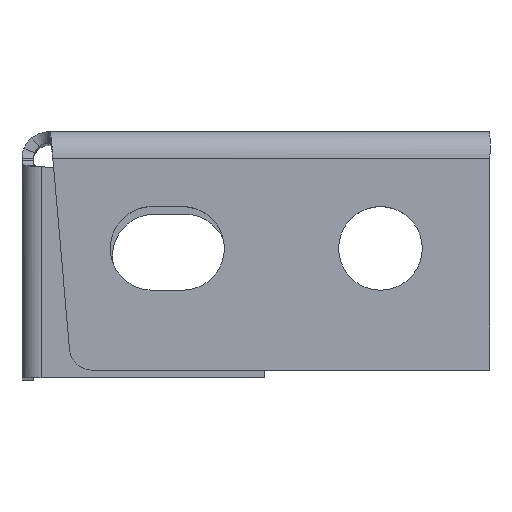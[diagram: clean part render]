
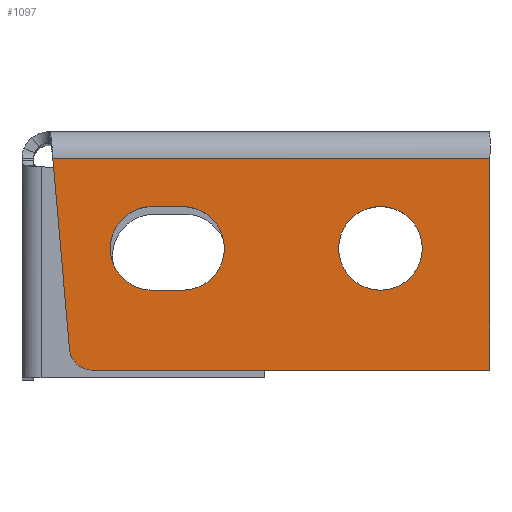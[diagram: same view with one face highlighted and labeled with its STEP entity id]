
A CAD part, top view. The second image highlights one B-rep face of the part: STEP entity #1097.
In plain terms, the highlighted planar face has unit normal (0, 0, 1).
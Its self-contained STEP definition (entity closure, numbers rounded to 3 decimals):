
#53=FACE_BOUND('',#168,.T.);
#54=FACE_BOUND('',#169,.T.);
#71=CIRCLE('',#1190,3.);
#72=CIRCLE('',#1191,5.5);
#73=CIRCLE('',#1192,5.5);
#74=CIRCLE('',#1193,5.5);
#104=FACE_OUTER_BOUND('',#167,.T.);
#167=EDGE_LOOP('',(#739,#740,#741,#742,#743));
#168=EDGE_LOOP('',(#744));
#169=EDGE_LOOP('',(#745,#746,#747,#748));
#236=LINE('',#1574,#343);
#262=LINE('',#1648,#369);
#263=LINE('',#1650,#370);
#264=LINE('',#1652,#371);
#265=LINE('',#1660,#372);
#266=LINE('',#1663,#373);
#343=VECTOR('',#1279,10.);
#369=VECTOR('',#1335,10.);
#370=VECTOR('',#1336,10.);
#371=VECTOR('',#1337,10.);
#372=VECTOR('',#1344,10.);
#373=VECTOR('',#1347,10.);
#449=VERTEX_POINT('',#1571);
#450=VERTEX_POINT('',#1573);
#483=VERTEX_POINT('',#1647);
#484=VERTEX_POINT('',#1649);
#485=VERTEX_POINT('',#1651);
#486=VERTEX_POINT('',#1654);
#487=VERTEX_POINT('',#1656);
#488=VERTEX_POINT('',#1657);
#489=VERTEX_POINT('',#1659);
#490=VERTEX_POINT('',#1661);
#546=EDGE_CURVE('',#449,#450,#236,.T.);
#582=EDGE_CURVE('',#483,#449,#262,.T.);
#583=EDGE_CURVE('',#483,#484,#263,.T.);
#584=EDGE_CURVE('',#485,#484,#264,.T.);
#585=EDGE_CURVE('',#450,#485,#71,.T.);
#586=EDGE_CURVE('',#486,#486,#72,.T.);
#587=EDGE_CURVE('',#487,#488,#73,.T.);
#588=EDGE_CURVE('',#488,#489,#265,.T.);
#589=EDGE_CURVE('',#489,#490,#74,.T.);
#590=EDGE_CURVE('',#490,#487,#266,.T.);
#739=ORIENTED_EDGE('',*,*,#582,.F.);
#740=ORIENTED_EDGE('',*,*,#583,.T.);
#741=ORIENTED_EDGE('',*,*,#584,.F.);
#742=ORIENTED_EDGE('',*,*,#585,.F.);
#743=ORIENTED_EDGE('',*,*,#546,.F.);
#744=ORIENTED_EDGE('',*,*,#586,.T.);
#745=ORIENTED_EDGE('',*,*,#587,.T.);
#746=ORIENTED_EDGE('',*,*,#588,.T.);
#747=ORIENTED_EDGE('',*,*,#589,.T.);
#748=ORIENTED_EDGE('',*,*,#590,.T.);
#1003=PLANE('',#1189);
#1097=ADVANCED_FACE('',(#104,#53,#54),#1003,.T.);
#1189=AXIS2_PLACEMENT_3D('',#1646,#1333,#1334);
#1190=AXIS2_PLACEMENT_3D('',#1653,#1338,#1339);
#1191=AXIS2_PLACEMENT_3D('',#1655,#1340,#1341);
#1192=AXIS2_PLACEMENT_3D('',#1658,#1342,#1343);
#1193=AXIS2_PLACEMENT_3D('',#1662,#1345,#1346);
#1279=DIRECTION('',(-1.,0.,0.));
#1333=DIRECTION('center_axis',(0.,0.,
1.));
#1334=DIRECTION('ref_axis',(0.,-1.,0.));
#1335=DIRECTION('',(0.,-1.,0.));
#1336=DIRECTION('',(-1.,0.,0.));
#1337=DIRECTION('',(-0.087,0.996,0.));
#1338=DIRECTION('center_axis',(0.,0.,
-1.));
#1339=DIRECTION('ref_axis',(-0.676,-0.737,0.));
#1340=DIRECTION('center_axis',(0.,0.,
-1.));
#1341=DIRECTION('ref_axis',(1.,0.,0.));
#1342=DIRECTION('center_axis',(0.,0.,
-1.));
#1343=DIRECTION('ref_axis',(0.,1.,0.));
#1344=DIRECTION('',(1.,0.,0.));
#1345=DIRECTION('center_axis',(0.,0.,
-1.));
#1346=DIRECTION('ref_axis',(0.,-1.,0.));
#1347=DIRECTION('',(-1.,0.,0.));
#1571=CARTESIAN_POINT('',(0.,-29.822,-28.5));
#1573=CARTESIAN_POINT('',(-52.267,-29.822,-28.5));
#1574=CARTESIAN_POINT('',(-55.016,-29.822,-28.5));
#1646=CARTESIAN_POINT('Origin',(-46.741,67.464,-28.5));
#1647=CARTESIAN_POINT('',(0.,-2.,-28.5));
#1648=CARTESIAN_POINT('',(0.,-29.822,-28.5));
#1649=CARTESIAN_POINT('',(-57.45,-2.,-28.5));
#1650=CARTESIAN_POINT('',(-52.096,-2.,-28.5));
#1651=CARTESIAN_POINT('',(-55.256,-27.083,-28.5));
#1652=CARTESIAN_POINT('',(-57.831,2.353,-28.5));
#1653=CARTESIAN_POINT('Origin',(-52.267,-26.822,-28.5));
#1654=CARTESIAN_POINT('',(-19.9,-13.822,-28.5));
#1655=CARTESIAN_POINT('Origin',(-14.4,-13.822,-28.5));
#1656=CARTESIAN_POINT('',(-44.4,-19.322,-28.5));
#1657=CARTESIAN_POINT('',(-44.4,-8.322,-28.5));
#1658=CARTESIAN_POINT('Origin',(-44.4,-13.822,-28.5));
#1659=CARTESIAN_POINT('',(-40.4,-8.322,-28.5));
#1660=CARTESIAN_POINT('',(-45.571,-8.322,-28.5));
#1661=CARTESIAN_POINT('',(-40.4,-19.322,-28.5));
#1662=CARTESIAN_POINT('Origin',(-40.4,-13.822,-28.5));
#1663=CARTESIAN_POINT('',(-43.571,-19.322,-28.5));
